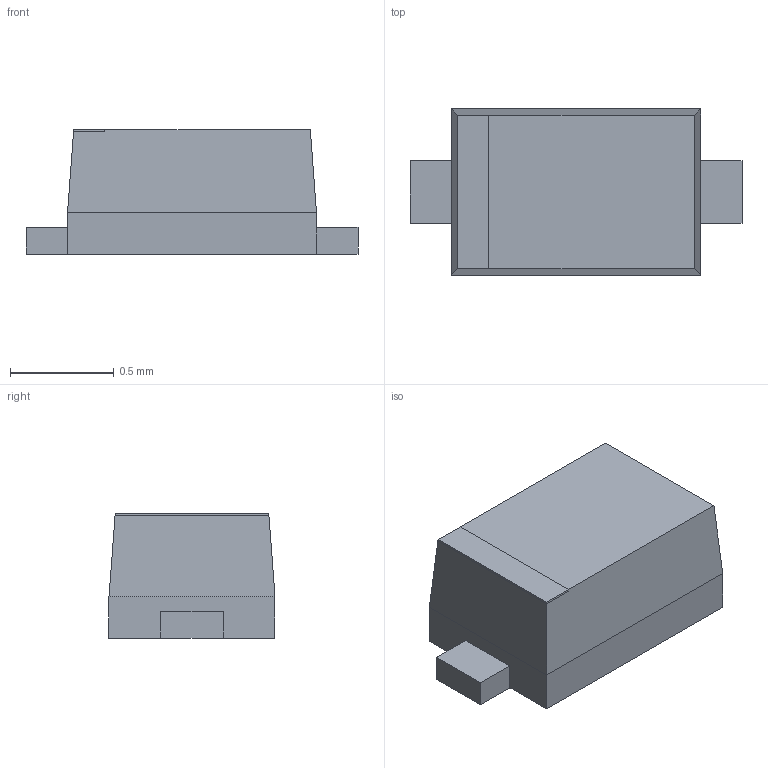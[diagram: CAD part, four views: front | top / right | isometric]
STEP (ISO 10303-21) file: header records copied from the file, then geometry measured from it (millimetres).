
FILE_DESCRIPTION(('FreeCAD Model'),'2;1');
FILE_NAME('Open CASCADE Shape Model','2024-05-12T15:08:36',(''),(''), 'Open CASCADE STEP processor 7.7','FreeCAD','Unknown');
FILE_SCHEMA(('AUTOMOTIVE_DESIGN { 1 0 10303 214 1 1 1 1 }'));
Length unit declared in the file: millimetre
Products named in the file (5): Unnamed; Body002; Pad001; Pad001 (Mirror #1); Body
Assembly tree (4 placements, depth 2):
  Unnamed
    Body002
    Pad001
    Pad001 (Mirror #1)
    Body
Bounding box: 1.6 x 0.8 x 0.6 mm (x, y, z)
Volume: 0.6 mm3; surface area: 5.1 mm2
Topology: 4 solids, 4 shells, 41 faces, 91 edges, 58 vertices
Faces by surface type: plane 41
Entity records: 1221 total; most frequent: CARTESIAN_POINT 195, DIRECTION 183, ORIENTED_EDGE 182, EDGE_CURVE 91, LINE 91, VECTOR 91, VERTEX_POINT 58, AXIS2_PLACEMENT_3D 46
